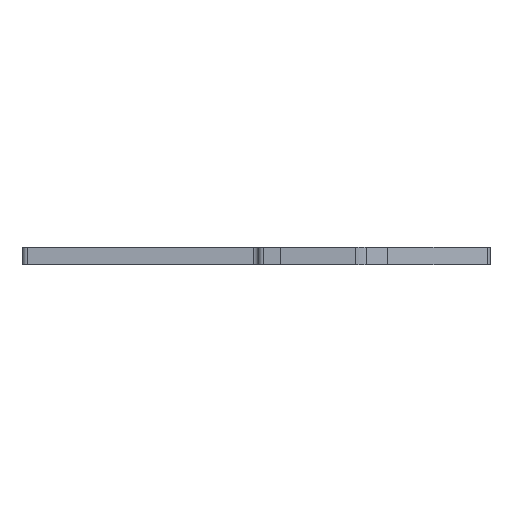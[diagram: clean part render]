
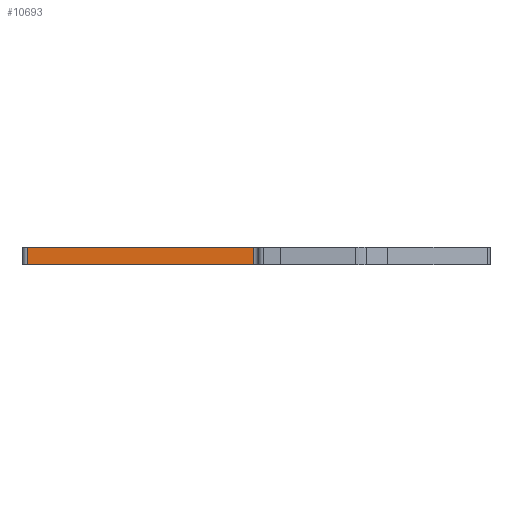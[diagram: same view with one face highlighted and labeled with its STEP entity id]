
A CAD part, left-side view. The second image highlights one B-rep face of the part: STEP entity #10693.
In plain terms, the highlighted planar face has unit normal (-1, 0, 0).
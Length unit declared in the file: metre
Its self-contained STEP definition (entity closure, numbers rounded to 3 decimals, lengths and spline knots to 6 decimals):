
#758=ORIENTED_EDGE('',*,*,#3776,.F.);
#759=ORIENTED_EDGE('',*,*,#3777,.F.);
#760=ORIENTED_EDGE('',*,*,#3778,.T.);
#761=ORIENTED_EDGE('',*,*,#3779,.T.);
#3776=EDGE_CURVE('',#5229,#5230,#6385,.T.);
#3777=EDGE_CURVE('',#5231,#5229,#6386,.T.);
#3778=EDGE_CURVE('',#5231,#5232,#6387,.T.);
#3779=EDGE_CURVE('',#5232,#5230,#6388,.T.);
#5229=VERTEX_POINT('',#15502);
#5230=VERTEX_POINT('',#15503);
#5231=VERTEX_POINT('',#15505);
#5232=VERTEX_POINT('',#15507);
#6385=LINE('',#15501,#7908);
#6386=LINE('',#15504,#7909);
#6387=LINE('',#15506,#7910);
#6388=LINE('',#15508,#7911);
#7908=VECTOR('',#12499,1.);
#7909=VECTOR('',#12500,1.);
#7910=VECTOR('',#12501,1.);
#7911=VECTOR('',#12502,1.);
#8980=EDGE_LOOP('',(#758,#759,#760,#761));
#9583=FACE_BOUND('',#8980,.T.);
#10186=PLANE('',#11234);
#10693=ADVANCED_FACE('',(#9583),#10186,.T.);
#11234=AXIS2_PLACEMENT_3D('',#15500,#12497,#12498);
#12497=DIRECTION('',(-1.,0.,0.));
#12498=DIRECTION('',(0.,0.,1.));
#12499=DIRECTION('',(0.,1.,0.));
#12500=DIRECTION('',(0.,0.,-1.));
#12501=DIRECTION('',(0.,1.,0.));
#12502=DIRECTION('',(0.,0.,-1.));
#15500=CARTESIAN_POINT('',(-0.045772,0.026395,0.016));
#15501=CARTESIAN_POINT('',(-0.045772,0.026395,0.012));
#15502=CARTESIAN_POINT('',(-0.045772,-0.000012,0.012));
#15503=CARTESIAN_POINT('',(-0.045772,0.052802,0.012));
#15504=CARTESIAN_POINT('',(-0.045772,-0.000012,0.016));
#15505=CARTESIAN_POINT('',(-0.045772,-0.000012,0.016));
#15506=CARTESIAN_POINT('',(-0.045772,0.026395,0.016));
#15507=CARTESIAN_POINT('',(-0.045772,0.052802,0.016));
#15508=CARTESIAN_POINT('',(-0.045772,0.052802,0.016));
